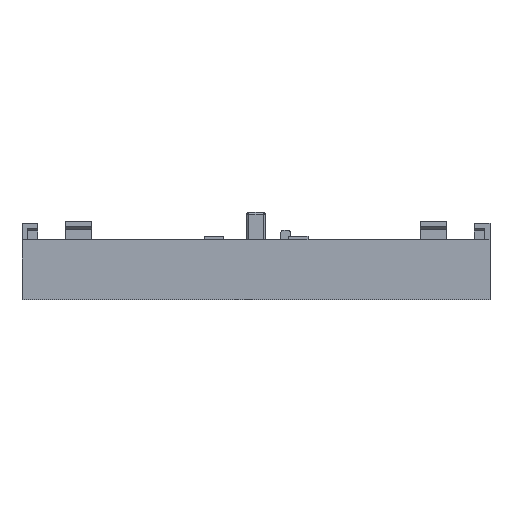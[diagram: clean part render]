
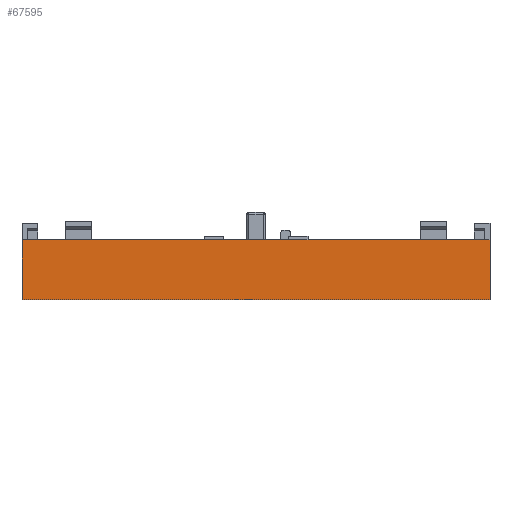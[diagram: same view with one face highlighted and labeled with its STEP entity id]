
A CAD part, front view. The second image highlights one B-rep face of the part: STEP entity #67595.
In plain terms, the highlighted planar face has unit normal (0, -1, 0).
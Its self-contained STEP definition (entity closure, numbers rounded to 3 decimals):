
#19076=DIRECTION('',(0.,0.,1.));
#19077=VECTOR('',#19076,9.2);
#19078=CARTESIAN_POINT('',(36.,0.,0.));
#19079=LINE('',#19078,#19077);
#20540=DIRECTION('',(0.,0.,1.));
#20541=VECTOR('',#20540,9.2);
#20542=CARTESIAN_POINT('',(-36.,0.,0.));
#20543=LINE('',#20542,#20541);
#20544=DIRECTION('',(-1.,0.,0.));
#20545=VECTOR('',#20544,72.);
#20546=CARTESIAN_POINT('',(36.,0.,0.));
#20547=LINE('',#20546,#20545);
#20552=DIRECTION('',(-1.,0.,0.));
#20553=VECTOR('',#20552,72.);
#20554=CARTESIAN_POINT('',(36.,0.,9.2));
#20555=LINE('',#20554,#20553);
#32808=CARTESIAN_POINT('',(-36.,0.,0.));
#32809=VERTEX_POINT('',#32808);
#32826=CARTESIAN_POINT('',(-36.,0.,9.2));
#32827=VERTEX_POINT('',#32826);
#32836=CARTESIAN_POINT('',(36.,0.,0.));
#32837=VERTEX_POINT('',#32836);
#33920=CARTESIAN_POINT('',(36.,0.,9.2));
#33921=VERTEX_POINT('',#33920);
#67583=CARTESIAN_POINT('',(0.,0.,4.6));
#67584=DIRECTION('',(0.,1.,0.));
#67585=DIRECTION('',(1.,0.,0.));
#67586=AXIS2_PLACEMENT_3D('',#67583,#67584,#67585);
#67587=PLANE('',#67586);
#67588=ORIENTED_EDGE('',*,*,#53455,.T.);
#67590=ORIENTED_EDGE('',*,*,#67589,.F.);
#67591=ORIENTED_EDGE('',*,*,#65649,.F.);
#67592=ORIENTED_EDGE('',*,*,#49145,.T.);
#67593=EDGE_LOOP('',(#67588,#67590,#67591,#67592));
#67594=FACE_OUTER_BOUND('',#67593,.F.);
#67595=ADVANCED_FACE('',(#67594),#67587,.F.);
#49145=EDGE_CURVE('',#32837,#32809,#20547,.T.);
#53455=EDGE_CURVE('',#32809,#32827,#20543,.T.);
#65649=EDGE_CURVE('',#32837,#33921,#19079,.T.);
#67589=EDGE_CURVE('',#33921,#32827,#20555,.T.);
